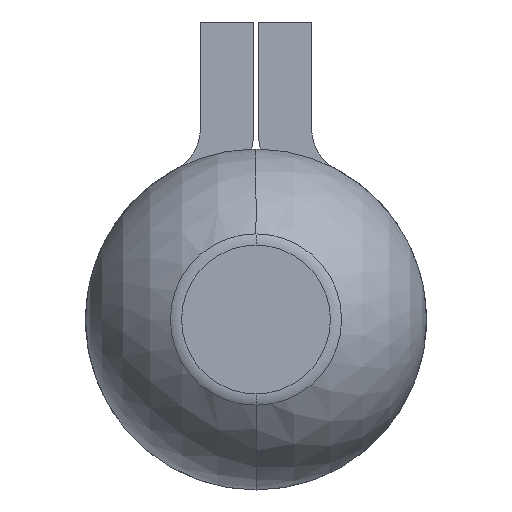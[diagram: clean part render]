
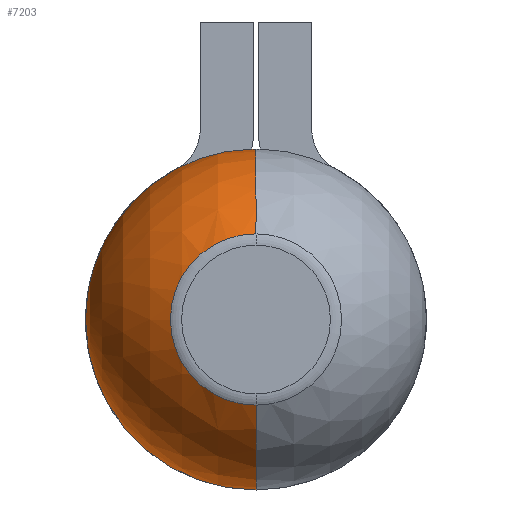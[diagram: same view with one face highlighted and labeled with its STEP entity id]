
A CAD part, front view. The second image highlights one B-rep face of the part: STEP entity #7203.
In plain terms, the highlighted spherical face has radius 7.65 mm.
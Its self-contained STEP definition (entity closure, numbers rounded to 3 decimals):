
#271 = CIRCLE ( 'NONE', #517, 7.65 ) ;
#351 = DIRECTION ( 'NONE',  ( -1., 0., 0. ) ) ;
#502 = CARTESIAN_POINT ( 'NONE',  ( -3.567, -28.5, 6.767 ) ) ;
#517 = AXIS2_PLACEMENT_3D ( 'NONE', #8073, #9074, #7091 ) ;
#861 = AXIS2_PLACEMENT_3D ( 'NONE', #10969, #12995, #12080 ) ;
#1184 = ORIENTED_EDGE ( 'NONE', *, *, #4929, .F. ) ;
#1586 = ORIENTED_EDGE ( 'NONE', *, *, #8750, .F. ) ;
#1615 = VERTEX_POINT ( 'NONE', #6745 ) ;
#1913 = EDGE_CURVE ( 'NONE', #11046, #4580, #13125, .T. ) ;
#2104 = ORIENTED_EDGE ( 'NONE', *, *, #7591, .T. ) ;
#2379 = DIRECTION ( 'NONE',  ( 0., 0., -1. ) ) ;
#2551 = CARTESIAN_POINT ( 'NONE',  ( -0.191, -28.5, 7.648 ) ) ;
#2763 = ORIENTED_EDGE ( 'NONE', *, *, #1913, .F. ) ;
#3466 = CIRCLE ( 'NONE', #10079, 7.65 ) ;
#3580 = CARTESIAN_POINT ( 'NONE',  ( 0., -28.5, 0. ) ) ;
#3877 = VERTEX_POINT ( 'NONE', #5815 ) ;
#4148 = DIRECTION ( 'NONE',  ( 0., 0., 1. ) ) ;
#4174 = EDGE_CURVE ( 'NONE', #10655, #5624, #11533, .T. ) ;
#4580 = VERTEX_POINT ( 'NONE', #502 ) ;
#4914 = CIRCLE ( 'NONE', #6046, 7.65 ) ;
#4929 = EDGE_CURVE ( 'NONE', #3877, #11046, #3466, .T. ) ;
#5136 = AXIS2_PLACEMENT_3D ( 'NONE', #13050, #8213, #4148 ) ;
#5557 = DIRECTION ( 'NONE',  ( 0., 1., 0. ) ) ;
#5624 = VERTEX_POINT ( 'NONE', #5963 ) ;
#5815 = CARTESIAN_POINT ( 'NONE',  ( 0., -35.115, -3.843 ) ) ;
#5963 = CARTESIAN_POINT ( 'NONE',  ( 0., -28.5, 7.65 ) ) ;
#6046 = AXIS2_PLACEMENT_3D ( 'NONE', #11605, #5557, #12621 ) ;
#6489 = CARTESIAN_POINT ( 'NONE',  ( 0., -28.5, -7.65 ) ) ;
#6745 = CARTESIAN_POINT ( 'NONE',  ( 0., -35.115, 3.843 ) ) ;
#7048 = AXIS2_PLACEMENT_3D ( 'NONE', #9413, #8383, #11319 ) ;
#7091 = DIRECTION ( 'NONE',  ( 0., 0., 1. ) ) ;
#7203 = ADVANCED_FACE ( 'NONE', ( #13101 ), #12770, .T. ) ;
#7422 = DIRECTION ( 'NONE',  ( 1., 0., 0. ) ) ;
#7591 = EDGE_CURVE ( 'NONE', #3877, #1615, #8528, .T. ) ;
#8073 = CARTESIAN_POINT ( 'NONE',  ( 0., -28.5, 0. ) ) ;
#8213 = DIRECTION ( 'NONE',  ( 0., 1., 0. ) ) ;
#8383 = DIRECTION ( 'NONE',  ( 0., 1., 0. ) ) ;
#8393 = CARTESIAN_POINT ( 'NONE',  ( 0., -28.5, 0. ) ) ;
#8528 = CIRCLE ( 'NONE', #861, 3.843 ) ;
#8750 = EDGE_CURVE ( 'NONE', #4580, #10655, #4914, .T. ) ;
#9074 = DIRECTION ( 'NONE',  ( -1., 0., 0. ) ) ;
#9413 = CARTESIAN_POINT ( 'NONE',  ( 0., -28.5, 0. ) ) ;
#9699 = ORIENTED_EDGE ( 'NONE', *, *, #9832, .T. ) ;
#9832 = EDGE_CURVE ( 'NONE', #1615, #5624, #271, .T. ) ;
#10058 = EDGE_LOOP ( 'NONE', ( #2104, #9699, #11251, #1586, #2763, #1184 ) ) ;
#10079 = AXIS2_PLACEMENT_3D ( 'NONE', #8393, #7422, #10402 ) ;
#10402 = DIRECTION ( 'NONE',  ( 0., 0., -1. ) ) ;
#10655 = VERTEX_POINT ( 'NONE', #2551 ) ;
#10969 = CARTESIAN_POINT ( 'NONE',  ( 0., -35.115, 0. ) ) ;
#11046 = VERTEX_POINT ( 'NONE', #6489 ) ;
#11251 = ORIENTED_EDGE ( 'NONE', *, *, #4174, .F. ) ;
#11319 = DIRECTION ( 'NONE',  ( 0., 0., 1. ) ) ;
#11533 = CIRCLE ( 'NONE', #5136, 7.65 ) ;
#11605 = CARTESIAN_POINT ( 'NONE',  ( 0., -28.5, 0. ) ) ;
#12080 = DIRECTION ( 'NONE',  ( 0., 0., 1. ) ) ;
#12443 = AXIS2_PLACEMENT_3D ( 'NONE', #3580, #351, #2379 ) ;
#12621 = DIRECTION ( 'NONE',  ( 0., 0., 1. ) ) ;
#12770 = SPHERICAL_SURFACE ( 'NONE', #12443, 7.65 ) ;
#12995 = DIRECTION ( 'NONE',  ( 0., 1., 0. ) ) ;
#13050 = CARTESIAN_POINT ( 'NONE',  ( 0., -28.5, 0. ) ) ;
#13101 = FACE_OUTER_BOUND ( 'NONE', #10058, .T. ) ;
#13125 = CIRCLE ( 'NONE', #7048, 7.65 ) ;
